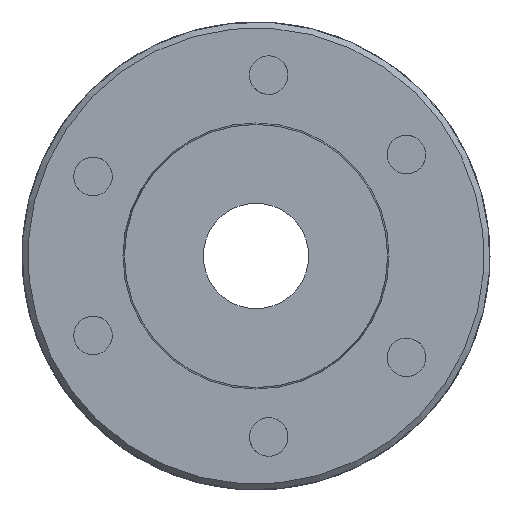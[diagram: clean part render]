
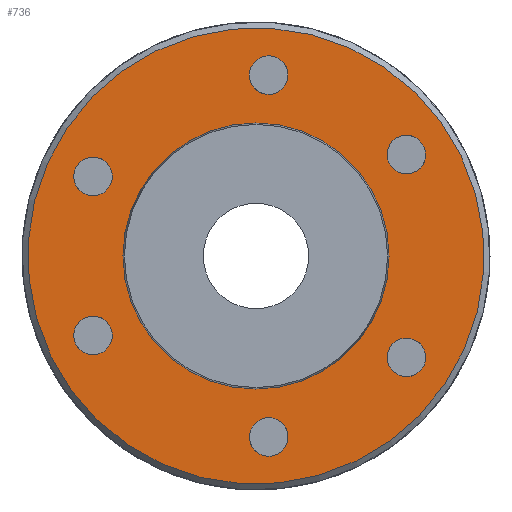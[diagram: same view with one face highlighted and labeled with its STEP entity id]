
A CAD part, left-side view. The second image highlights one B-rep face of the part: STEP entity #736.
In plain terms, the highlighted planar face has unit normal (-1, 0, 0).
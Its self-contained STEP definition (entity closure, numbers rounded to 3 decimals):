
#736 = ADVANCED_FACE( '', ( #1874, #1875, #1876, #1877, #1878, #1879, #1880, #1881 ), #1882, .T. );
#1874 = FACE_BOUND( '', #3509, .T. );
#1875 = FACE_OUTER_BOUND( '', #3510, .T. );
#1876 = FACE_BOUND( '', #3511, .T. );
#1877 = FACE_BOUND( '', #3512, .T. );
#1878 = FACE_BOUND( '', #3513, .T. );
#1879 = FACE_BOUND( '', #3514, .T. );
#1880 = FACE_BOUND( '', #3515, .T. );
#1881 = FACE_BOUND( '', #3516, .T. );
#1882 = PLANE( '', #3517 );
#3509 = EDGE_LOOP( '', ( #5710 ) );
#3510 = EDGE_LOOP( '', ( #5711 ) );
#3511 = EDGE_LOOP( '', ( #5712 ) );
#3512 = EDGE_LOOP( '', ( #5713 ) );
#3513 = EDGE_LOOP( '', ( #5714 ) );
#3514 = EDGE_LOOP( '', ( #5715 ) );
#3515 = EDGE_LOOP( '', ( #5716 ) );
#3516 = EDGE_LOOP( '', ( #5717 ) );
#3517 = AXIS2_PLACEMENT_3D( '', #5718, #5719, #5720 );
#5710 = ORIENTED_EDGE( '', *, *, #8907, .T. );
#5711 = ORIENTED_EDGE( '', *, *, #8908, .T. );
#5712 = ORIENTED_EDGE( '', *, *, #8702, .F. );
#5713 = ORIENTED_EDGE( '', *, *, #8909, .F. );
#5714 = ORIENTED_EDGE( '', *, *, #8636, .F. );
#5715 = ORIENTED_EDGE( '', *, *, #8910, .F. );
#5716 = ORIENTED_EDGE( '', *, *, #8911, .F. );
#5717 = ORIENTED_EDGE( '', *, *, #8858, .F. );
#5718 = CARTESIAN_POINT( '', ( -31.8, -17.526, 8.548 ) );
#5719 = DIRECTION( '', ( -1., 0., 0. ) );
#5720 = DIRECTION( '', ( 0., -0.899, 0.438 ) );
#8636 = EDGE_CURVE( '', #10232, #10232, #10233, .T. );
#8702 = EDGE_CURVE( '', #10342, #10342, #10343, .T. );
#8858 = EDGE_CURVE( '', #10587, #10587, #10588, .T. );
#8907 = EDGE_CURVE( '', #10656, #10656, #10657, .F. );
#8908 = EDGE_CURVE( '', #10658, #10658, #10659, .T. );
#8909 = EDGE_CURVE( '', #10660, #10660, #10661, .T. );
#8910 = EDGE_CURVE( '', #10662, #10662, #10663, .T. );
#8911 = EDGE_CURVE( '', #10664, #10664, #10665, .T. );
#10232 = VERTEX_POINT( '', #12439 );
#10233 = CIRCLE( '', #12440, 1.65 );
#10342 = VERTEX_POINT( '', #12581 );
#10343 = CIRCLE( '', #12582, 1.65 );
#10587 = VERTEX_POINT( '', #12879 );
#10588 = CIRCLE( '', #12880, 1.65 );
#10656 = VERTEX_POINT( '', #12977 );
#10657 = CIRCLE( '', #12978, 11.37 );
#10658 = VERTEX_POINT( '', #12979 );
#10659 = CIRCLE( '', #12980, 19.5 );
#10660 = VERTEX_POINT( '', #12981 );
#10661 = CIRCLE( '', #12982, 1.65 );
#10662 = VERTEX_POINT( '', #12983 );
#10663 = CIRCLE( '', #12984, 1.65 );
#10664 = VERTEX_POINT( '', #12985 );
#10665 = CIRCLE( '', #12986, 1.65 );
#12439 = CARTESIAN_POINT( '', ( -31.8, 12.448, -6.071 ) );
#12440 = AXIS2_PLACEMENT_3D( '', #14843, #14844, #14845 );
#12581 = CARTESIAN_POINT( '', ( -31.8, -14.333, -7.944 ) );
#12582 = AXIS2_PLACEMENT_3D( '', #14950, #14951, #14952 );
#12879 = CARTESIAN_POINT( '', ( -31.8, -14.333, 9.391 ) );
#12880 = AXIS2_PLACEMENT_3D( '', #15207, #15208, #15209 );
#12977 = CARTESIAN_POINT( '', ( -31.8, 0., 11.37 ) );
#12978 = AXIS2_PLACEMENT_3D( '', #15266, #15267, #15268 );
#12979 = CARTESIAN_POINT( '', ( -31.8, -17.526, 8.548 ) );
#12980 = AXIS2_PLACEMENT_3D( '', #15269, #15270, #15271 );
#12981 = CARTESIAN_POINT( '', ( -31.8, -2.564, -14.739 ) );
#12982 = AXIS2_PLACEMENT_3D( '', #15272, #15273, #15274 );
#12983 = CARTESIAN_POINT( '', ( -31.8, 12.448, 7.518 ) );
#12984 = AXIS2_PLACEMENT_3D( '', #15275, #15276, #15277 );
#12985 = CARTESIAN_POINT( '', ( -31.8, -2.564, 16.186 ) );
#12986 = AXIS2_PLACEMENT_3D( '', #15278, #15279, #15280 );
#14843 = CARTESIAN_POINT( '', ( -31.8, 13.931, -6.795 ) );
#14844 = DIRECTION( '', ( -1., 0., 0. ) );
#14845 = DIRECTION( '', ( 0., -0.899, 0.438 ) );
#14950 = CARTESIAN_POINT( '', ( -31.8, -12.85, -8.667 ) );
#14951 = DIRECTION( '', ( -1., 0., 0. ) );
#14952 = DIRECTION( '', ( 0., -0.899, 0.438 ) );
#15207 = CARTESIAN_POINT( '', ( -31.8, -12.85, 8.667 ) );
#15208 = DIRECTION( '', ( -1., 0., 0. ) );
#15209 = DIRECTION( '', ( 0., -0.899, 0.438 ) );
#15266 = CARTESIAN_POINT( '', ( -31.8, 0., 0. ) );
#15267 = DIRECTION( '', ( -1., 0., 0. ) );
#15268 = DIRECTION( '', ( 0., 0., 1. ) );
#15269 = CARTESIAN_POINT( '', ( -31.8, 0., 0. ) );
#15270 = DIRECTION( '', ( -1., 0., 0. ) );
#15271 = DIRECTION( '', ( 0., -0.899, 0.438 ) );
#15272 = CARTESIAN_POINT( '', ( -31.8, -1.081, -15.462 ) );
#15273 = DIRECTION( '', ( -1., 0., 0. ) );
#15274 = DIRECTION( '', ( 0., -0.899, 0.438 ) );
#15275 = CARTESIAN_POINT( '', ( -31.8, 13.931, 6.795 ) );
#15276 = DIRECTION( '', ( -1., 0., 0. ) );
#15277 = DIRECTION( '', ( 0., -0.899, 0.438 ) );
#15278 = CARTESIAN_POINT( '', ( -31.8, -1.081, 15.462 ) );
#15279 = DIRECTION( '', ( -1., 0., 0. ) );
#15280 = DIRECTION( '', ( 0., -0.899, 0.438 ) );
